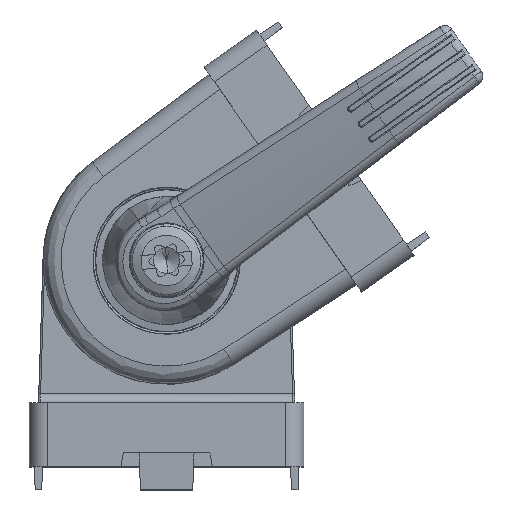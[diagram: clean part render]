
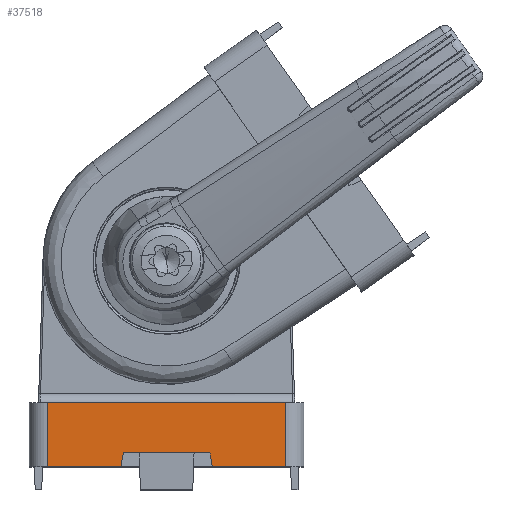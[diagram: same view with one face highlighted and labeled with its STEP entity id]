
A CAD part, top view. The second image highlights one B-rep face of the part: STEP entity #37518.
In plain terms, the highlighted planar face has unit normal (0, 0, 1).
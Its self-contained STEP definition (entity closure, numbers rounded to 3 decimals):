
#35258 = PLANE('',#35259);
#35259 = AXIS2_PLACEMENT_3D('',#35260,#35261,#35262);
#35260 = CARTESIAN_POINT('',(-15.,-15.5,-15.));
#35261 = DIRECTION('',(0.,-1.,0.));
#35262 = DIRECTION('',(0.,0.,1.));
#35319 = PLANE('',#35320);
#35320 = AXIS2_PLACEMENT_3D('',#35321,#35322,#35323);
#35321 = CARTESIAN_POINT('',(-15.,-22.5,-15.));
#35322 = DIRECTION('',(0.,-1.,0.));
#35323 = DIRECTION('',(0.,0.,1.));
#35777 = VERTEX_POINT('',#35778);
#35778 = CARTESIAN_POINT('',(4.736,-21.,15.));
#35785 = PLANE('',#35786);
#35786 = AXIS2_PLACEMENT_3D('',#35787,#35788,#35789);
#35787 = CARTESIAN_POINT('',(5.,-21.,13.));
#35788 = DIRECTION('',(0.,1.,0.));
#35789 = DIRECTION('',(1.,0.,0.));
#35797 = PLANE('',#35798);
#35798 = AXIS2_PLACEMENT_3D('',#35799,#35800,#35801);
#35799 = CARTESIAN_POINT('',(5.,-22.5,15.));
#35800 = DIRECTION('',(-0.985,-0.174,0.
    ));
#35801 = DIRECTION('',(-0.174,0.985,0.
    ));
#35809 = EDGE_CURVE('',#35777,#35810,#35812,.T.);
#35810 = VERTEX_POINT('',#35811);
#35811 = CARTESIAN_POINT('',(-4.736,-21.,15.));
#35812 = SURFACE_CURVE('',#35813,(#35817,#35824),.PCURVE_S1.);
#35813 = LINE('',#35814,#35815);
#35814 = CARTESIAN_POINT('',(5.,-21.,15.));
#35815 = VECTOR('',#35816,1.);
#35816 = DIRECTION('',(-1.,0.,0.));
#35817 = PCURVE('',#35785,#35818);
#35818 = DEFINITIONAL_REPRESENTATION('',(#35819),#35823);
#35819 = LINE('',#35820,#35821);
#35820 = CARTESIAN_POINT('',(0.,-2.));
#35821 = VECTOR('',#35822,1.);
#35822 = DIRECTION('',(-1.,0.));
#35823 = ( GEOMETRIC_REPRESENTATION_CONTEXT(2) 
PARAMETRIC_REPRESENTATION_CONTEXT() REPRESENTATION_CONTEXT('2D SPACE',''
  ) );
#35824 = PCURVE('',#35825,#35830);
#35825 = PLANE('',#35826);
#35826 = AXIS2_PLACEMENT_3D('',#35827,#35828,#35829);
#35827 = CARTESIAN_POINT('',(-15.,-15.5,15.));
#35828 = DIRECTION('',(0.,0.,-1.));
#35829 = DIRECTION('',(1.,0.,0.));
#35830 = DEFINITIONAL_REPRESENTATION('',(#35831),#35835);
#35831 = LINE('',#35832,#35833);
#35832 = CARTESIAN_POINT('',(20.,5.5));
#35833 = VECTOR('',#35834,1.);
#35834 = DIRECTION('',(-1.,0.));
#35835 = ( GEOMETRIC_REPRESENTATION_CONTEXT(2) 
PARAMETRIC_REPRESENTATION_CONTEXT() REPRESENTATION_CONTEXT('2D SPACE',''
  ) );
#35853 = PLANE('',#35854);
#35854 = AXIS2_PLACEMENT_3D('',#35855,#35856,#35857);
#35855 = CARTESIAN_POINT('',(-5.,-22.5,15.));
#35856 = DIRECTION('',(0.985,-0.174,
    0.));
#35857 = DIRECTION('',(0.,0.,1.));
#37412 = CYLINDRICAL_SURFACE('',#37413,2.);
#37413 = AXIS2_PLACEMENT_3D('',#37414,#37415,#37416);
#37414 = CARTESIAN_POINT('',(-13.,-15.5,13.));
#37415 = DIRECTION('',(0.,1.,0.));
#37416 = DIRECTION('',(-1.,0.,0.));
#37518 = ADVANCED_FACE('',(#37519),#35825,.F.);
#37519 = FACE_BOUND('',#37520,.T.);
#37520 = EDGE_LOOP('',(#37521,#37522,#37545,#37568,#37596,#37619,#37642,
    #37665));
#37521 = ORIENTED_EDGE('',*,*,#35809,.F.);
#37522 = ORIENTED_EDGE('',*,*,#37523,.T.);
#37523 = EDGE_CURVE('',#35777,#37524,#37526,.T.);
#37524 = VERTEX_POINT('',#37525);
#37525 = CARTESIAN_POINT('',(5.,-22.5,15.));
#37526 = SURFACE_CURVE('',#37527,(#37531,#37538),.PCURVE_S1.);
#37527 = LINE('',#37528,#37529);
#37528 = CARTESIAN_POINT('',(3.2,-12.291,15.));
#37529 = VECTOR('',#37530,1.);
#37530 = DIRECTION('',(0.174,-0.985,
    0.));
#37531 = PCURVE('',#35825,#37532);
#37532 = DEFINITIONAL_REPRESENTATION('',(#37533),#37537);
#37533 = LINE('',#37534,#37535);
#37534 = CARTESIAN_POINT('',(18.2,-3.209));
#37535 = VECTOR('',#37536,1.);
#37536 = DIRECTION('',(0.174,0.985));
#37537 = ( GEOMETRIC_REPRESENTATION_CONTEXT(2) 
PARAMETRIC_REPRESENTATION_CONTEXT() REPRESENTATION_CONTEXT('2D SPACE',''
  ) );
#37538 = PCURVE('',#35797,#37539);
#37539 = DEFINITIONAL_REPRESENTATION('',(#37540),#37544);
#37540 = LINE('',#37541,#37542);
#37541 = CARTESIAN_POINT('',(10.367,0.));
#37542 = VECTOR('',#37543,1.);
#37543 = DIRECTION('',(-1.,0.));
#37544 = ( GEOMETRIC_REPRESENTATION_CONTEXT(2) 
PARAMETRIC_REPRESENTATION_CONTEXT() REPRESENTATION_CONTEXT('2D SPACE',''
  ) );
#37545 = ORIENTED_EDGE('',*,*,#37546,.T.);
#37546 = EDGE_CURVE('',#37524,#37547,#37549,.T.);
#37547 = VERTEX_POINT('',#37548);
#37548 = CARTESIAN_POINT('',(13.,-22.5,15.));
#37549 = SURFACE_CURVE('',#37550,(#37554,#37561),.PCURVE_S1.);
#37550 = LINE('',#37551,#37552);
#37551 = CARTESIAN_POINT('',(-15.,-22.5,15.));
#37552 = VECTOR('',#37553,1.);
#37553 = DIRECTION('',(1.,0.,0.));
#37554 = PCURVE('',#35825,#37555);
#37555 = DEFINITIONAL_REPRESENTATION('',(#37556),#37560);
#37556 = LINE('',#37557,#37558);
#37557 = CARTESIAN_POINT('',(0.,7.));
#37558 = VECTOR('',#37559,1.);
#37559 = DIRECTION('',(1.,0.));
#37560 = ( GEOMETRIC_REPRESENTATION_CONTEXT(2) 
PARAMETRIC_REPRESENTATION_CONTEXT() REPRESENTATION_CONTEXT('2D SPACE',''
  ) );
#37561 = PCURVE('',#35319,#37562);
#37562 = DEFINITIONAL_REPRESENTATION('',(#37563),#37567);
#37563 = LINE('',#37564,#37565);
#37564 = CARTESIAN_POINT('',(30.,0.));
#37565 = VECTOR('',#37566,1.);
#37566 = DIRECTION('',(0.,-1.));
#37567 = ( GEOMETRIC_REPRESENTATION_CONTEXT(2) 
PARAMETRIC_REPRESENTATION_CONTEXT() REPRESENTATION_CONTEXT('2D SPACE',''
  ) );
#37568 = ORIENTED_EDGE('',*,*,#37569,.T.);
#37569 = EDGE_CURVE('',#37547,#37570,#37572,.T.);
#37570 = VERTEX_POINT('',#37571);
#37571 = CARTESIAN_POINT('',(13.,-15.5,15.));
#37572 = SURFACE_CURVE('',#37573,(#37577,#37584),.PCURVE_S1.);
#37573 = LINE('',#37574,#37575);
#37574 = CARTESIAN_POINT('',(13.,-15.5,15.));
#37575 = VECTOR('',#37576,1.);
#37576 = DIRECTION('',(0.,1.,0.));
#37577 = PCURVE('',#35825,#37578);
#37578 = DEFINITIONAL_REPRESENTATION('',(#37579),#37583);
#37579 = LINE('',#37580,#37581);
#37580 = CARTESIAN_POINT('',(28.,0.));
#37581 = VECTOR('',#37582,1.);
#37582 = DIRECTION('',(0.,-1.));
#37583 = ( GEOMETRIC_REPRESENTATION_CONTEXT(2) 
PARAMETRIC_REPRESENTATION_CONTEXT() REPRESENTATION_CONTEXT('2D SPACE',''
  ) );
#37584 = PCURVE('',#37585,#37590);
#37585 = CYLINDRICAL_SURFACE('',#37586,2.);
#37586 = AXIS2_PLACEMENT_3D('',#37587,#37588,#37589);
#37587 = CARTESIAN_POINT('',(13.,-15.5,13.));
#37588 = DIRECTION('',(0.,1.,0.));
#37589 = DIRECTION('',(-1.,0.,0.));
#37590 = DEFINITIONAL_REPRESENTATION('',(#37591),#37595);
#37591 = LINE('',#37592,#37593);
#37592 = CARTESIAN_POINT('',(1.571,0.));
#37593 = VECTOR('',#37594,1.);
#37594 = DIRECTION('',(0.,1.));
#37595 = ( GEOMETRIC_REPRESENTATION_CONTEXT(2) 
PARAMETRIC_REPRESENTATION_CONTEXT() REPRESENTATION_CONTEXT('2D SPACE',''
  ) );
#37596 = ORIENTED_EDGE('',*,*,#37597,.F.);
#37597 = EDGE_CURVE('',#37598,#37570,#37600,.T.);
#37598 = VERTEX_POINT('',#37599);
#37599 = CARTESIAN_POINT('',(-13.,-15.5,15.));
#37600 = SURFACE_CURVE('',#37601,(#37605,#37612),.PCURVE_S1.);
#37601 = LINE('',#37602,#37603);
#37602 = CARTESIAN_POINT('',(-15.,-15.5,15.));
#37603 = VECTOR('',#37604,1.);
#37604 = DIRECTION('',(1.,0.,0.));
#37605 = PCURVE('',#35825,#37606);
#37606 = DEFINITIONAL_REPRESENTATION('',(#37607),#37611);
#37607 = LINE('',#37608,#37609);
#37608 = CARTESIAN_POINT('',(0.,0.));
#37609 = VECTOR('',#37610,1.);
#37610 = DIRECTION('',(1.,0.));
#37611 = ( GEOMETRIC_REPRESENTATION_CONTEXT(2) 
PARAMETRIC_REPRESENTATION_CONTEXT() REPRESENTATION_CONTEXT('2D SPACE',''
  ) );
#37612 = PCURVE('',#35258,#37613);
#37613 = DEFINITIONAL_REPRESENTATION('',(#37614),#37618);
#37614 = LINE('',#37615,#37616);
#37615 = CARTESIAN_POINT('',(30.,0.));
#37616 = VECTOR('',#37617,1.);
#37617 = DIRECTION('',(0.,-1.));
#37618 = ( GEOMETRIC_REPRESENTATION_CONTEXT(2) 
PARAMETRIC_REPRESENTATION_CONTEXT() REPRESENTATION_CONTEXT('2D SPACE',''
  ) );
#37619 = ORIENTED_EDGE('',*,*,#37620,.T.);
#37620 = EDGE_CURVE('',#37598,#37621,#37623,.T.);
#37621 = VERTEX_POINT('',#37622);
#37622 = CARTESIAN_POINT('',(-13.,-22.5,15.));
#37623 = SURFACE_CURVE('',#37624,(#37628,#37635),.PCURVE_S1.);
#37624 = LINE('',#37625,#37626);
#37625 = CARTESIAN_POINT('',(-13.,-15.5,15.));
#37626 = VECTOR('',#37627,1.);
#37627 = DIRECTION('',(0.,-1.,0.));
#37628 = PCURVE('',#35825,#37629);
#37629 = DEFINITIONAL_REPRESENTATION('',(#37630),#37634);
#37630 = LINE('',#37631,#37632);
#37631 = CARTESIAN_POINT('',(2.,0.));
#37632 = VECTOR('',#37633,1.);
#37633 = DIRECTION('',(0.,1.));
#37634 = ( GEOMETRIC_REPRESENTATION_CONTEXT(2) 
PARAMETRIC_REPRESENTATION_CONTEXT() REPRESENTATION_CONTEXT('2D SPACE',''
  ) );
#37635 = PCURVE('',#37412,#37636);
#37636 = DEFINITIONAL_REPRESENTATION('',(#37637),#37641);
#37637 = LINE('',#37638,#37639);
#37638 = CARTESIAN_POINT('',(1.571,0.));
#37639 = VECTOR('',#37640,1.);
#37640 = DIRECTION('',(0.,-1.));
#37641 = ( GEOMETRIC_REPRESENTATION_CONTEXT(2) 
PARAMETRIC_REPRESENTATION_CONTEXT() REPRESENTATION_CONTEXT('2D SPACE',''
  ) );
#37642 = ORIENTED_EDGE('',*,*,#37643,.T.);
#37643 = EDGE_CURVE('',#37621,#37644,#37646,.T.);
#37644 = VERTEX_POINT('',#37645);
#37645 = CARTESIAN_POINT('',(-5.,-22.5,15.));
#37646 = SURFACE_CURVE('',#37647,(#37651,#37658),.PCURVE_S1.);
#37647 = LINE('',#37648,#37649);
#37648 = CARTESIAN_POINT('',(-15.,-22.5,15.));
#37649 = VECTOR('',#37650,1.);
#37650 = DIRECTION('',(1.,0.,0.));
#37651 = PCURVE('',#35825,#37652);
#37652 = DEFINITIONAL_REPRESENTATION('',(#37653),#37657);
#37653 = LINE('',#37654,#37655);
#37654 = CARTESIAN_POINT('',(0.,7.));
#37655 = VECTOR('',#37656,1.);
#37656 = DIRECTION('',(1.,0.));
#37657 = ( GEOMETRIC_REPRESENTATION_CONTEXT(2) 
PARAMETRIC_REPRESENTATION_CONTEXT() REPRESENTATION_CONTEXT('2D SPACE',''
  ) );
#37658 = PCURVE('',#35319,#37659);
#37659 = DEFINITIONAL_REPRESENTATION('',(#37660),#37664);
#37660 = LINE('',#37661,#37662);
#37661 = CARTESIAN_POINT('',(30.,0.));
#37662 = VECTOR('',#37663,1.);
#37663 = DIRECTION('',(0.,-1.));
#37664 = ( GEOMETRIC_REPRESENTATION_CONTEXT(2) 
PARAMETRIC_REPRESENTATION_CONTEXT() REPRESENTATION_CONTEXT('2D SPACE',''
  ) );
#37665 = ORIENTED_EDGE('',*,*,#37666,.F.);
#37666 = EDGE_CURVE('',#35810,#37644,#37667,.T.);
#37667 = SURFACE_CURVE('',#37668,(#37672,#37679),.PCURVE_S1.);
#37668 = LINE('',#37669,#37670);
#37669 = CARTESIAN_POINT('',(-5.,-22.5,15.));
#37670 = VECTOR('',#37671,1.);
#37671 = DIRECTION('',(-0.174,-0.985,
    0.));
#37672 = PCURVE('',#35825,#37673);
#37673 = DEFINITIONAL_REPRESENTATION('',(#37674),#37678);
#37674 = LINE('',#37675,#37676);
#37675 = CARTESIAN_POINT('',(10.,7.));
#37676 = VECTOR('',#37677,1.);
#37677 = DIRECTION('',(-0.174,0.985));
#37678 = ( GEOMETRIC_REPRESENTATION_CONTEXT(2) 
PARAMETRIC_REPRESENTATION_CONTEXT() REPRESENTATION_CONTEXT('2D SPACE',''
  ) );
#37679 = PCURVE('',#35853,#37680);
#37680 = DEFINITIONAL_REPRESENTATION('',(#37681),#37685);
#37681 = LINE('',#37682,#37683);
#37682 = CARTESIAN_POINT('',(0.,-0.));
#37683 = VECTOR('',#37684,1.);
#37684 = DIRECTION('',(0.,1.));
#37685 = ( GEOMETRIC_REPRESENTATION_CONTEXT(2) 
PARAMETRIC_REPRESENTATION_CONTEXT() REPRESENTATION_CONTEXT('2D SPACE',''
  ) );
